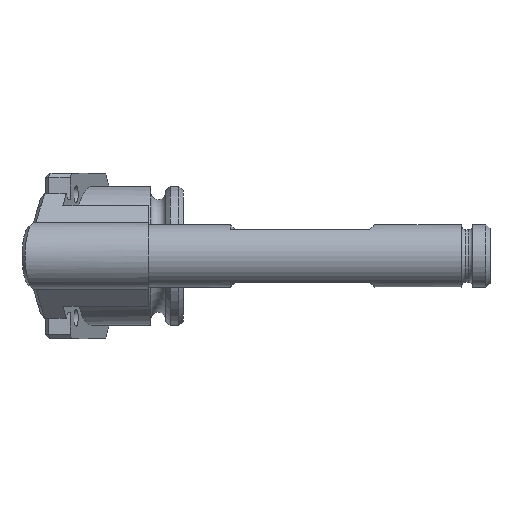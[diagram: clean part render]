
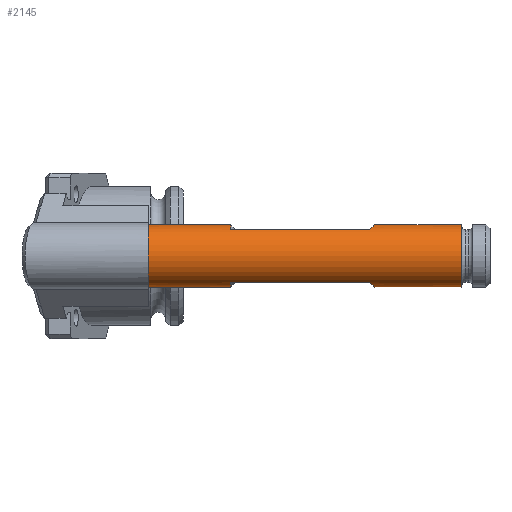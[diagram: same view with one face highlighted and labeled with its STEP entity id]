
A CAD part, front view. The second image highlights one B-rep face of the part: STEP entity #2145.
In plain terms, the highlighted cylindrical face has radius 5.715 mm (diameter 11.43 mm), a full revolution.
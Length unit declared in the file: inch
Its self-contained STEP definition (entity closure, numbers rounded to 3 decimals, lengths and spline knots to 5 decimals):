
#19=ELLIPSE('',#2238,0.3182,0.225);
#20=ELLIPSE('',#2239,0.3182,0.225);
#25=ELLIPSE('',#2331,0.3182,0.225);
#26=ELLIPSE('',#2332,0.3182,0.225);
#37=CYLINDRICAL_SURFACE('',#2329,0.225);
#53=FACE_BOUND('',#750,.T.);
#135=LINE('',#3713,#312);
#136=LINE('',#3714,#313);
#220=LINE('',#4522,#397);
#221=LINE('',#4523,#398);
#222=LINE('',#4526,#399);
#223=LINE('',#4530,#400);
#312=VECTOR('',#2551,0.3937);
#313=VECTOR('',#2552,0.3937);
#397=VECTOR('',#2822,0.225);
#398=VECTOR('',#2823,0.225);
#399=VECTOR('',#2824,0.3937);
#400=VECTOR('',#2827,0.3937);
#618=FACE_OUTER_BOUND('',#749,.T.);
#749=EDGE_LOOP('',(#1858,#1859,#1860,#1861,#1862,#1863,#1864,#1865,#1866,
#1867,#1868,#1869,#1870,#1871));
#750=EDGE_LOOP('',(#1872,#1873,#1874,#1875,#1876,#1877));
#797=CIRCLE('',#2231,0.225);
#798=CIRCLE('',#2232,0.225);
#799=CIRCLE('',#2234,0.225);
#800=CIRCLE('',#2235,0.225);
#823=CIRCLE('',#2300,0.225);
#825=CIRCLE('',#2310,0.225);
#837=CIRCLE('',#2328,0.225);
#838=CIRCLE('',#2330,0.225);
#971=VERTEX_POINT('',#3691);
#972=VERTEX_POINT('',#3692);
#973=VERTEX_POINT('',#3694);
#974=VERTEX_POINT('',#3698);
#975=VERTEX_POINT('',#3702);
#976=VERTEX_POINT('',#3706);
#977=VERTEX_POINT('',#3710);
#978=VERTEX_POINT('',#3711);
#1058=VERTEX_POINT('',#4466);
#1062=VERTEX_POINT('',#4487);
#1072=VERTEX_POINT('',#4517);
#1073=VERTEX_POINT('',#4518);
#1074=VERTEX_POINT('',#4524);
#1075=VERTEX_POINT('',#4525);
#1076=VERTEX_POINT('',#4527);
#1077=VERTEX_POINT('',#4529);
#1207=EDGE_CURVE('',#972,#973,#797,.T.);
#1208=EDGE_CURVE('',#973,#971,#798,.T.);
#1211=EDGE_CURVE('',#976,#975,#799,.T.);
#1212=EDGE_CURVE('',#974,#976,#800,.T.);
#1214=EDGE_CURVE('',#978,#975,#135,.T.);
#1215=EDGE_CURVE('',#974,#977,#136,.T.);
#1216=EDGE_CURVE('',#972,#977,#19,.T.);
#1217=EDGE_CURVE('',#978,#971,#20,.T.);
#1340=EDGE_CURVE('',#1058,#1058,#823,.T.);
#1349=EDGE_CURVE('',#1062,#1062,#825,.T.);
#1364=EDGE_CURVE('',#1073,#1072,#837,.T.);
#1365=EDGE_CURVE('',#1062,#973,#220,.T.);
#1366=EDGE_CURVE('',#976,#1058,#221,.T.);
#1367=EDGE_CURVE('',#1074,#1075,#222,.T.);
#1368=EDGE_CURVE('',#1076,#1075,#838,.T.);
#1369=EDGE_CURVE('',#1076,#1077,#223,.T.);
#1370=EDGE_CURVE('',#1073,#1077,#25,.T.);
#1371=EDGE_CURVE('',#1074,#1072,#26,.T.);
#1858=ORIENTED_EDGE('',*,*,#1349,.T.);
#1859=ORIENTED_EDGE('',*,*,#1365,.T.);
#1860=ORIENTED_EDGE('',*,*,#1207,.F.);
#1861=ORIENTED_EDGE('',*,*,#1216,.T.);
#1862=ORIENTED_EDGE('',*,*,#1215,.F.);
#1863=ORIENTED_EDGE('',*,*,#1212,.T.);
#1864=ORIENTED_EDGE('',*,*,#1366,.T.);
#1865=ORIENTED_EDGE('',*,*,#1340,.F.);
#1866=ORIENTED_EDGE('',*,*,#1366,.F.);
#1867=ORIENTED_EDGE('',*,*,#1211,.T.);
#1868=ORIENTED_EDGE('',*,*,#1214,.F.);
#1869=ORIENTED_EDGE('',*,*,#1217,.T.);
#1870=ORIENTED_EDGE('',*,*,#1208,.F.);
#1871=ORIENTED_EDGE('',*,*,#1365,.F.);
#1872=ORIENTED_EDGE('',*,*,#1367,.T.);
#1873=ORIENTED_EDGE('',*,*,#1368,.F.);
#1874=ORIENTED_EDGE('',*,*,#1369,.T.);
#1875=ORIENTED_EDGE('',*,*,#1370,.F.);
#1876=ORIENTED_EDGE('',*,*,#1364,.T.);
#1877=ORIENTED_EDGE('',*,*,#1371,.F.);
#2145=ADVANCED_FACE('',(#618,#53),#37,.T.);
#2231=AXIS2_PLACEMENT_3D('',#3695,#2538,#2539);
#2232=AXIS2_PLACEMENT_3D('',#3696,#2540,#2541);
#2234=AXIS2_PLACEMENT_3D('',#3707,#2544,#2545);
#2235=AXIS2_PLACEMENT_3D('',#3708,#2546,#2547);
#2238=AXIS2_PLACEMENT_3D('',#3716,#2555,#2556);
#2239=AXIS2_PLACEMENT_3D('',#3717,#2557,#2558);
#2300=AXIS2_PLACEMENT_3D('',#4467,#2752,#2753);
#2310=AXIS2_PLACEMENT_3D('',#4488,#2779,#2780);
#2328=AXIS2_PLACEMENT_3D('',#4520,#2818,#2819);
#2329=AXIS2_PLACEMENT_3D('',#4521,#2820,#2821);
#2330=AXIS2_PLACEMENT_3D('',#4528,#2825,#2826);
#2331=AXIS2_PLACEMENT_3D('',#4531,#2828,#2829);
#2332=AXIS2_PLACEMENT_3D('',#4532,#2830,#2831);
#2538=DIRECTION('center_axis',(-1.,0.,0.));
#2539=DIRECTION('ref_axis',(0.,0.,1.));
#2540=DIRECTION('center_axis',(-1.,0.,0.));
#2541=DIRECTION('ref_axis',(0.,0.,1.));
#2544=DIRECTION('center_axis',(-1.,0.,0.));
#2545=DIRECTION('ref_axis',(0.,0.,1.));
#2546=DIRECTION('center_axis',(-1.,0.,0.));
#2547=DIRECTION('ref_axis',(0.,0.,1.));
#2551=DIRECTION('',(-1.,0.,0.));
#2552=DIRECTION('',(1.,0.,0.));
#2555=DIRECTION('center_axis',(0.707,0.,-0.707));
#2556=DIRECTION('ref_axis',(0.707,0.,0.707));
#2557=DIRECTION('center_axis',(0.707,0.,-0.707));
#2558=DIRECTION('ref_axis',(0.707,0.,0.707));
#2752=DIRECTION('center_axis',(-1.,0.,0.));
#2753=DIRECTION('ref_axis',(0.,0.,1.));
#2779=DIRECTION('center_axis',(-1.,0.,0.));
#2780=DIRECTION('ref_axis',(0.,0.,1.));
#2818=DIRECTION('center_axis',(1.,0.,0.));
#2819=DIRECTION('ref_axis',(0.,0.,-1.));
#2820=DIRECTION('center_axis',(1.,0.,0.));
#2821=DIRECTION('ref_axis',(0.,0.,-1.));
#2822=DIRECTION('',(-1.,0.,0.));
#2823=DIRECTION('',(-1.,0.,0.));
#2824=DIRECTION('',(-1.,0.,0.));
#2825=DIRECTION('center_axis',(1.,0.,0.));
#2826=DIRECTION('ref_axis',(0.,0.,-1.));
#2827=DIRECTION('',(1.,0.,0.));
#2828=DIRECTION('center_axis',(-0.707,0.,-0.707));
#2829=DIRECTION('ref_axis',(0.707,0.,-0.707));
#2830=DIRECTION('center_axis',(-0.707,0.,-0.707));
#2831=DIRECTION('ref_axis',(0.707,0.,-0.707));
#3691=CARTESIAN_POINT('',(-4.4375,-0.93431,0.224));
#3692=CARTESIAN_POINT('',(-4.4375,-0.97669,0.224));
#3694=CARTESIAN_POINT('',(-4.4375,-0.9555,0.225));
#3695=CARTESIAN_POINT('Origin',(-4.4375,-0.9555,0.));
#3696=CARTESIAN_POINT('Origin',(-4.4375,-0.9555,0.));
#3698=CARTESIAN_POINT('',(-5.4715,-1.07602,0.19));
#3702=CARTESIAN_POINT('',(-5.4715,-0.83498,0.19));
#3706=CARTESIAN_POINT('',(-5.4715,-0.9555,0.225));
#3707=CARTESIAN_POINT('Origin',(-5.4715,-0.9555,0.));
#3708=CARTESIAN_POINT('Origin',(-5.4715,-0.9555,0.));
#3710=CARTESIAN_POINT('',(-4.4715,-1.07602,0.19));
#3711=CARTESIAN_POINT('',(-4.4715,-0.83498,0.19));
#3713=CARTESIAN_POINT('',(-5.4375,-0.83498,0.19));
#3714=CARTESIAN_POINT('',(-5.4375,-1.07602,0.19));
#3716=CARTESIAN_POINT('Origin',(-4.6615,-0.9555,0.));
#3717=CARTESIAN_POINT('Origin',(-4.6615,-0.9555,0.));
#4466=CARTESIAN_POINT('',(-6.0625,-0.9555,0.225));
#4467=CARTESIAN_POINT('Origin',(-6.0625,-0.9555,0.));
#4487=CARTESIAN_POINT('',(-3.8125,-0.9555,0.225));
#4488=CARTESIAN_POINT('Origin',(-3.8125,-0.9555,0.));
#4517=CARTESIAN_POINT('',(-4.4375,-0.93431,-0.224));
#4518=CARTESIAN_POINT('',(-4.4375,-0.97669,-0.224));
#4520=CARTESIAN_POINT('Origin',(-4.4375,-0.9555,0.));
#4521=CARTESIAN_POINT('Origin',(-5.8125,-0.9555,0.));
#4522=CARTESIAN_POINT('',(-5.8125,-0.9555,0.225));
#4523=CARTESIAN_POINT('',(-5.8125,-0.9555,0.225));
#4524=CARTESIAN_POINT('',(-4.4715,-0.83498,-0.19));
#4525=CARTESIAN_POINT('',(-5.4715,-0.83498,-0.19));
#4526=CARTESIAN_POINT('',(-5.4375,-0.83498,-0.19));
#4527=CARTESIAN_POINT('',(-5.4715,-1.07602,-0.19));
#4528=CARTESIAN_POINT('Origin',(-5.4715,-0.9555,0.));
#4529=CARTESIAN_POINT('',(-4.4715,-1.07602,-0.19));
#4530=CARTESIAN_POINT('',(-5.4375,-1.07602,-0.19));
#4531=CARTESIAN_POINT('Origin',(-4.6615,-0.9555,0.));
#4532=CARTESIAN_POINT('Origin',(-4.6615,-0.9555,0.));
